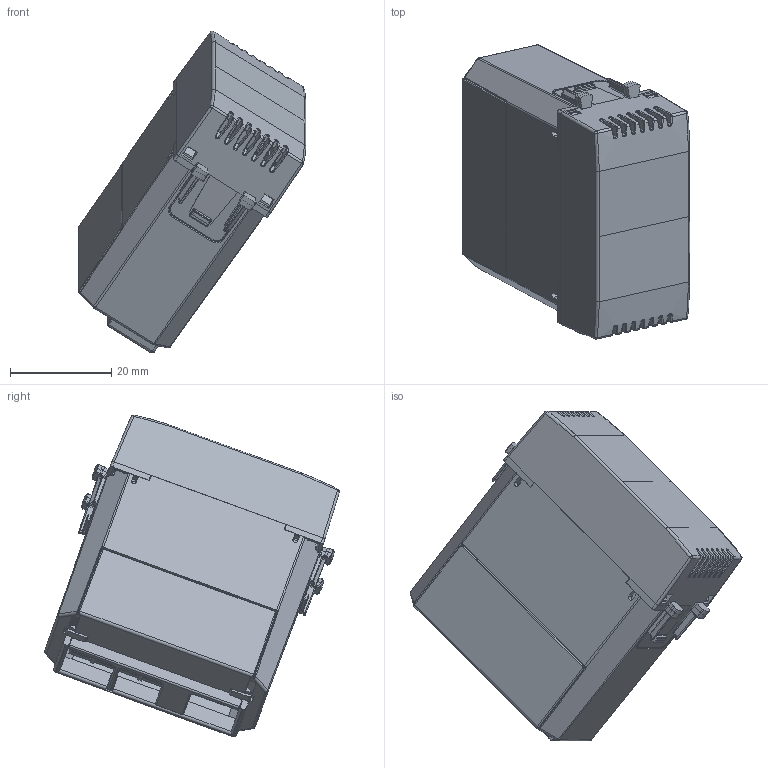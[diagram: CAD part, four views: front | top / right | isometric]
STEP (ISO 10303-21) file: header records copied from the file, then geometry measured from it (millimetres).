
FILE_DESCRIPTION(('CATIA V5 STEP Exchange'),'2;1');
FILE_NAME('441ABTMH-SO.stp','2024-03-06T09:45:22+00:00',('none'),('none'),'CATIA Version 5-6 Release 2016 SP6','CATIA V5 STEP AP203','none');
FILE_SCHEMA(('CONFIG_CONTROL_DESIGN'));
Products named in the file (1): 441ABTMH-SO
Assembly tree (6 placements, depth 2):
  441ABTMH-SO
    #57
    #11775
    #55006
    #59979  x2
    #69118
Bounding box: 45.02 x 58.37 x 63.75 mm (x, y, z)
Volume: 13906.2 mm3; surface area: 21755.9 mm2
Topology: 5 solids, 9 shells, 1946 faces, 5298 edges, 3307 vertices
Faces by surface type: plane 901, cylinder 589, bspline 204, cone 84, sphere 54, revolution 54, torus 46, extrusion 14
Entity records: 69140 total; most frequent: CARTESIAN_POINT 32023, ORIENTED_EDGE 9018, DIRECTION 5336, EDGE_CURVE 4509, VERTEX_POINT 2828, VECTOR 2340, LINE 2326, AXIS2_PLACEMENT_3D 1742
